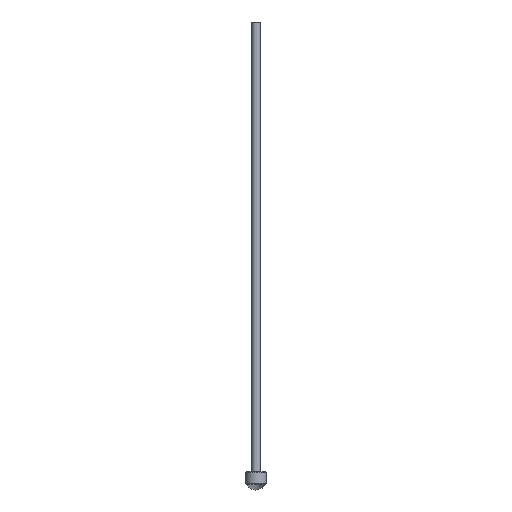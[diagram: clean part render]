
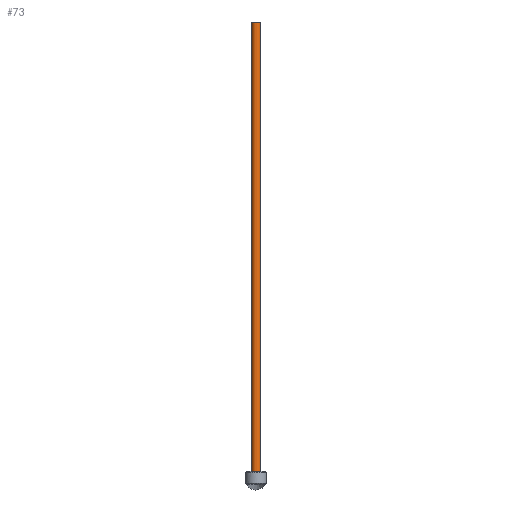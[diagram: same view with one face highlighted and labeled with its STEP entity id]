
A CAD part, left-side view. The second image highlights one B-rep face of the part: STEP entity #73.
In plain terms, the highlighted cylindrical face has radius 2 mm (diameter 4 mm), a full revolution.
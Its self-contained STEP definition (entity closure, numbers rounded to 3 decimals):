
#73 = ADVANCED_FACE( '', ( #188, #189 ), #190, .T. );
#188 = FACE_OUTER_BOUND( '', #372, .T. );
#189 = FACE_OUTER_BOUND( '', #373, .T. );
#190 = CYLINDRICAL_SURFACE( '', #374, 2. );
#372 = EDGE_LOOP( '', ( #550 ) );
#373 = EDGE_LOOP( '', ( #551 ) );
#374 = AXIS2_PLACEMENT_3D( '', #552, #553, #554 );
#550 = ORIENTED_EDGE( '', *, *, #908, .T. );
#551 = ORIENTED_EDGE( '', *, *, #909, .F. );
#552 = CARTESIAN_POINT( '', ( 0., 0., 205.957 ) );
#553 = DIRECTION( '', ( 0., 0., 1. ) );
#554 = DIRECTION( '', ( -1., 0., 0. ) );
#908 = EDGE_CURVE( '', #1038, #1038, #1039, .T. );
#909 = EDGE_CURVE( '', #1040, #1040, #1041, .T. );
#1038 = VERTEX_POINT( '', #1231 );
#1039 = CIRCLE( '', #1232, 2. );
#1040 = VERTEX_POINT( '', #1233 );
#1041 = CIRCLE( '', #1234, 2. );
#1231 = CARTESIAN_POINT( '', ( 2., 0., 6. ) );
#1232 = AXIS2_PLACEMENT_3D( '', #1572, #1573, #1574 );
#1233 = CARTESIAN_POINT( '', ( 2., 0., 220. ) );
#1234 = AXIS2_PLACEMENT_3D( '', #1575, #1576, #1577 );
#1572 = CARTESIAN_POINT( '', ( 0., 0., 6. ) );
#1573 = DIRECTION( '', ( 0., 0., 1. ) );
#1574 = DIRECTION( '', ( 1., 0., 0. ) );
#1575 = CARTESIAN_POINT( '', ( 0., 0., 220. ) );
#1576 = DIRECTION( '', ( 0., 0., 1. ) );
#1577 = DIRECTION( '', ( 1., 0., 0. ) );
